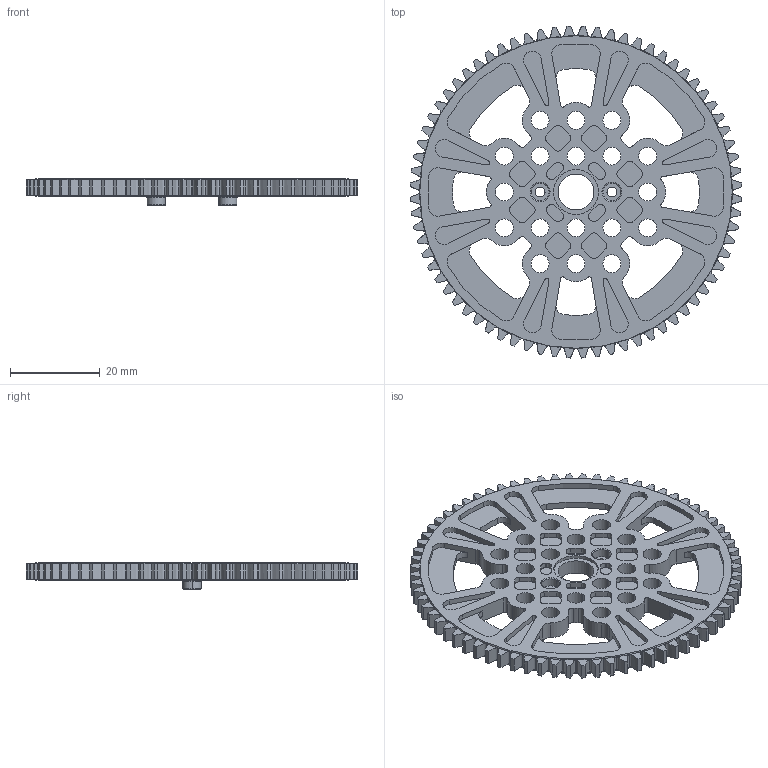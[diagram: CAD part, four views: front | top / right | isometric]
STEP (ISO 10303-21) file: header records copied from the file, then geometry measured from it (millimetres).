
FILE_DESCRIPTION (( 'STEP AP214' ), '1' );
FILE_NAME ('Plastic gear 72T呿蹋喘謫.step', '2016-10-28T04:15:46', ( 'dell' ), ( '' ), 'SwSTEP 2.0', 'SolidWorks 2013', '' );
FILE_SCHEMA (( 'AUTOMOTIVE_DESIGN' ));
Length unit declared in the file: millimetre
Products named in the file (1): Plastic gear 72T呿蹋喘謫
Bounding box: 74.06 x 74.06 x 6 mm (x, y, z)
Volume: 9296.1 mm3; surface area: 11427.5 mm2
Topology: 1 solids, 1 shells, 953 faces, 2490 edges, 1656 vertices
Faces by surface type: cylinder 446, plane 351, bspline 144, torus 12
Entity records: 34714 total; most frequent: CARTESIAN_POINT 11004, ORIENTED_EDGE 4980, DIRECTION 4882, EDGE_CURVE 2490, AXIS2_PLACEMENT_3D 1870, VERTEX_POINT 1656, LINE 1142, VECTOR 1142
